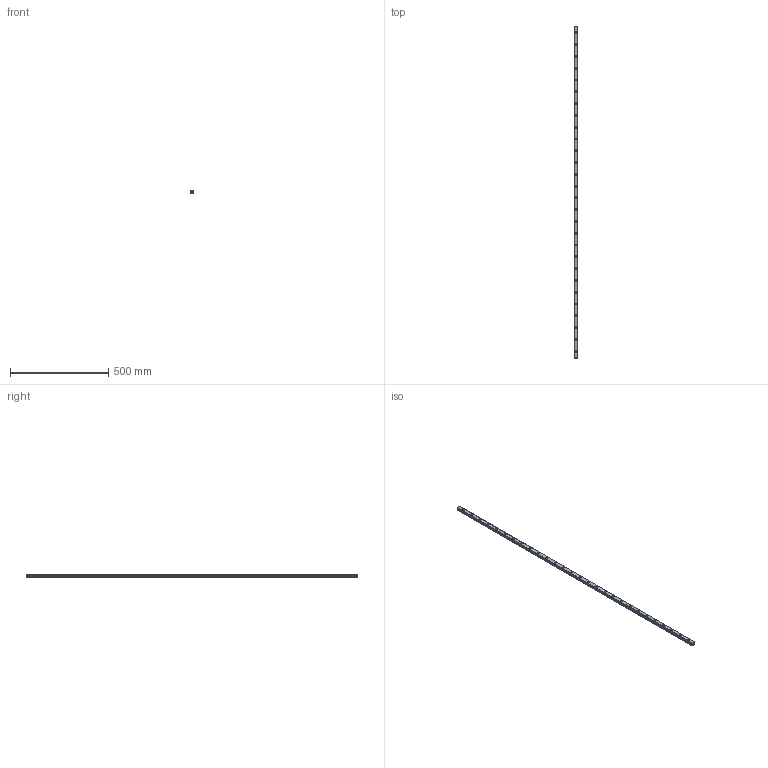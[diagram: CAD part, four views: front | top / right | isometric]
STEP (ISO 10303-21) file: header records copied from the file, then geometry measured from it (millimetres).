
FILE_DESCRIPTION(('STEP AP214'),'1');
FILE_NAME('cctmp_2B6DD68C-0C9E-4EB5-96B7-402CC98B4F39_2021_02_09_12_13_37_0942..stp','2021-02-09T11:13:38',('HIWIN GmbH'),('CADClick - www.CADClick.com'),'Spatial InterOp 3D',' ','unknown authorization');
FILE_SCHEMA(('AUTOMOTIVE_DESIGN'));
Length unit declared in the file: millimetre
Products named in the file (1): EGR20R1690C_FILE
Bounding box: 20 x 1690 x 15.5 mm (x, y, z)
Volume: 453636.5 mm3; surface area: 135301.9 mm2
Topology: 1 solids, 1 shells, 439 faces, 1019 edges, 642 vertices
Faces by surface type: plane 253, cylinder 186
Entity records: 16077 total; most frequent: DIRECTION 2383, CARTESIAN_POINT 2101, ORIENTED_EDGE 2038, EDGE_CURVE 1019, AXIS2_PLACEMENT_3D 924, VERTEX_POINT 642, LINE 535, VECTOR 535
